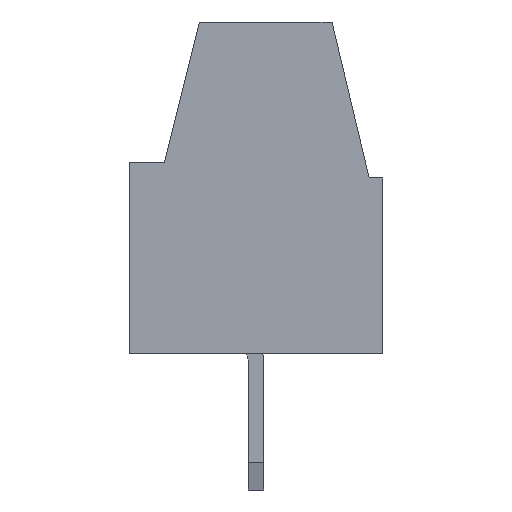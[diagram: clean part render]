
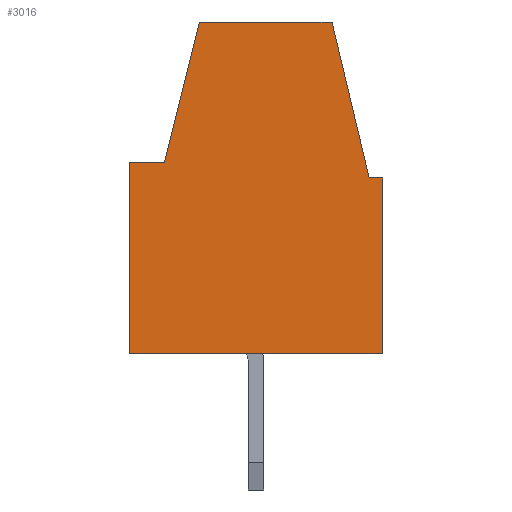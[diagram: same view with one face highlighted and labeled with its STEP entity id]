
A CAD part, left-side view. The second image highlights one B-rep face of the part: STEP entity #3016.
In plain terms, the highlighted planar face has unit normal (-1, 0, 0).
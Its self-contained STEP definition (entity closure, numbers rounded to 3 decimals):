
#345=ORIENTED_EDGE('',*,*,#1150,.T.);
#346=ORIENTED_EDGE('',*,*,#993,.T.);
#347=ORIENTED_EDGE('',*,*,#1153,.T.);
#348=ORIENTED_EDGE('',*,*,#1158,.T.);
#349=ORIENTED_EDGE('',*,*,#1164,.T.);
#350=ORIENTED_EDGE('',*,*,#1009,.T.);
#351=ORIENTED_EDGE('',*,*,#1088,.T.);
#352=ORIENTED_EDGE('',*,*,#1167,.T.);
#993=EDGE_CURVE('',#1425,#1426,#1707,.T.);
#1009=EDGE_CURVE('',#1440,#1441,#1722,.T.);
#1088=EDGE_CURVE('',#1441,#1512,#1801,.T.);
#1150=EDGE_CURVE('',#1560,#1425,#1860,.T.);
#1153=EDGE_CURVE('',#1426,#1562,#1863,.T.);
#1158=EDGE_CURVE('',#1562,#1564,#1868,.T.);
#1164=EDGE_CURVE('',#1564,#1440,#1874,.T.);
#1167=EDGE_CURVE('',#1512,#1560,#1877,.T.);
#1425=VERTEX_POINT('',#4538);
#1426=VERTEX_POINT('',#4539);
#1440=VERTEX_POINT('',#4571);
#1441=VERTEX_POINT('',#4572);
#1512=VERTEX_POINT('',#4728);
#1560=VERTEX_POINT('',#4849);
#1562=VERTEX_POINT('',#4855);
#1564=VERTEX_POINT('',#4862);
#1707=LINE('',#4537,#2089);
#1722=LINE('',#4570,#2104);
#1801=LINE('',#4727,#2183);
#1860=LINE('',#4848,#2242);
#1863=LINE('',#4854,#2245);
#1868=LINE('',#4863,#2250);
#1874=LINE('',#4873,#2256);
#1877=LINE('',#4878,#2259);
#2089=VECTOR('',#3733,1000.);
#2104=VECTOR('',#3754,1000.);
#2183=VECTOR('',#3845,1000.);
#2242=VECTOR('',#3932,1000.);
#2245=VECTOR('',#3937,1000.);
#2250=VECTOR('',#3944,1000.);
#2256=VECTOR('',#3952,1000.);
#2259=VECTOR('',#3957,1000.);
#2506=EDGE_LOOP('',(#345,#346,#347,#348,#349,#350,#351,#352));
#2694=FACE_BOUND('',#2506,.T.);
#2870=PLANE('',#3538);
#3016=ADVANCED_FACE('',(#2694),#2870,.T.);
#3538=AXIS2_PLACEMENT_3D('',#4881,#3961,#3962);
#3733=DIRECTION('',(0.,1.,0.));
#3754=DIRECTION('',(0.,-1.,0.));
#3845=DIRECTION('',(0.,0.,1.));
#3932=DIRECTION('',(0.,0.231,0.973));
#3937=DIRECTION('',(0.,0.243,-0.97));
#3944=DIRECTION('',(0.,1.,0.));
#3952=DIRECTION('',(0.,0.,-1.));
#3957=DIRECTION('',(0.,1.,0.));
#3961=DIRECTION('',(-1.,0.,0.));
#3962=DIRECTION('',(0.,0.,1.));
#4537=CARTESIAN_POINT('',(-2.74,-1.95,6.05));
#4538=CARTESIAN_POINT('',(-2.74,-1.95,6.05));
#4539=CARTESIAN_POINT('',(-2.74,1.45,6.05));
#4570=CARTESIAN_POINT('',(-2.74,3.25,-2.45));
#4571=CARTESIAN_POINT('',(-2.74,3.25,-2.45));
#4572=CARTESIAN_POINT('',(-2.74,-3.25,-2.45));
#4727=CARTESIAN_POINT('',(-2.74,-3.25,-2.45));
#4728=CARTESIAN_POINT('',(-2.74,-3.25,2.05));
#4848=CARTESIAN_POINT('',(-2.74,-2.9,2.05));
#4849=CARTESIAN_POINT('',(-2.74,-2.9,2.05));
#4854=CARTESIAN_POINT('',(-2.74,1.45,6.05));
#4855=CARTESIAN_POINT('',(-2.74,2.35,2.45));
#4862=CARTESIAN_POINT('',(-2.74,3.25,2.45));
#4863=CARTESIAN_POINT('',(-2.74,2.35,2.45));
#4873=CARTESIAN_POINT('',(-2.74,3.25,2.45));
#4878=CARTESIAN_POINT('',(-2.74,-3.25,2.05));
#4881=CARTESIAN_POINT('',(-2.74,0.,0.));
